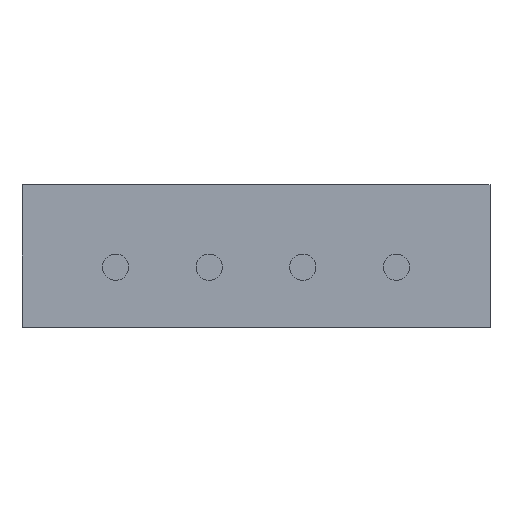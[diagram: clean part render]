
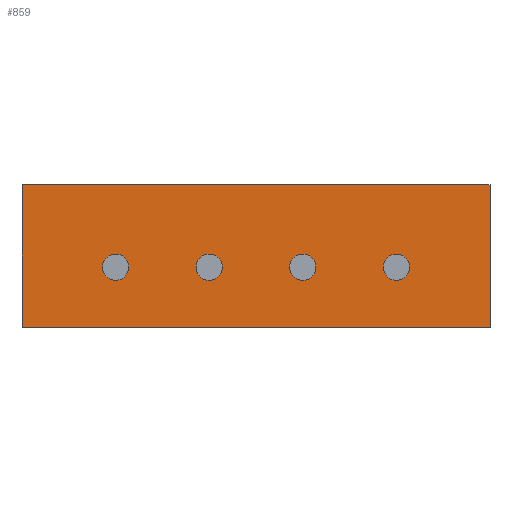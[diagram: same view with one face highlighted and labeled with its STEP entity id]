
A CAD part, front view. The second image highlights one B-rep face of the part: STEP entity #859.
In plain terms, the highlighted planar face has unit normal (0, -1, 0).
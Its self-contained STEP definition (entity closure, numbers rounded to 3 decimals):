
#24 = CARTESIAN_POINT ( 'NONE',  ( 0., 0., 0. ) ) ;
#62 = CARTESIAN_POINT ( 'NONE',  ( 7.5, 0., 1.95 ) ) ;
#214 = LINE ( 'NONE', #232, #215 ) ;
#215 = VECTOR ( 'NONE', #231, 1000. ) ;
#216 = CARTESIAN_POINT ( 'NONE',  ( 0., 0., 3.8 ) ) ;
#231 = DIRECTION ( 'NONE',  ( 0., 0., -1. ) ) ;
#232 = CARTESIAN_POINT ( 'NONE',  ( 0., 0., 3.8 ) ) ;
#365 = CARTESIAN_POINT ( 'NONE',  ( 7.5, 0., 1.25 ) ) ;
#785 = VERTEX_POINT ( 'NONE', #1456 ) ;
#786 = VERTEX_POINT ( 'NONE', #1624 ) ;
#790 = EDGE_CURVE ( 'NONE', #785, #786, #1619, .T. ) ;
#811 = EDGE_CURVE ( 'NONE', #1016, #1014, #1594, .T. ) ;
#859 = ADVANCED_FACE ( 'NONE', ( #1471, #1470, #1469, #1468, #1467 ), #1678, .F. ) ;
#860 = EDGE_LOOP ( 'NONE', ( #861, #862 ) ) ;
#861 = ORIENTED_EDGE ( 'NONE', *, *, #811, .T. ) ;
#862 = ORIENTED_EDGE ( 'NONE', *, *, #863, .T. ) ;
#863 = EDGE_CURVE ( 'NONE', #1014, #1016, #1719, .T. ) ;
#864 = EDGE_LOOP ( 'NONE', ( #865, #866 ) ) ;
#865 = ORIENTED_EDGE ( 'NONE', *, *, #1027, .T. ) ;
#866 = ORIENTED_EDGE ( 'NONE', *, *, #867, .T. ) ;
#867 = EDGE_CURVE ( 'NONE', #1152, #1058, #1685, .T. ) ;
#868 = EDGE_LOOP ( 'NONE', ( #869, #870 ) ) ;
#869 = ORIENTED_EDGE ( 'NONE', *, *, #1023, .T. ) ;
#870 = ORIENTED_EDGE ( 'NONE', *, *, #871, .T. ) ;
#871 = EDGE_CURVE ( 'NONE', #1021, #1024, #1681, .T. ) ;
#872 = EDGE_LOOP ( 'NONE', ( #873, #874 ) ) ;
#873 = ORIENTED_EDGE ( 'NONE', *, *, #790, .T. ) ;
#874 = ORIENTED_EDGE ( 'NONE', *, *, #875, .T. ) ;
#875 = EDGE_CURVE ( 'NONE', #786, #785, #1707, .T. ) ;
#876 = EDGE_LOOP ( 'NONE', ( #877, #879, #880, #882 ) ) ;
#877 = ORIENTED_EDGE ( 'NONE', *, *, #878, .T. ) ;
#878 = EDGE_CURVE ( 'NONE', #1039, #970, #1787, .T. ) ;
#879 = ORIENTED_EDGE ( 'NONE', *, *, #969, .F. ) ;
#880 = ORIENTED_EDGE ( 'NONE', *, *, #881, .F. ) ;
#881 = EDGE_CURVE ( 'NONE', #1092, #967, #1703, .T. ) ;
#882 = ORIENTED_EDGE ( 'NONE', *, *, #1091, .T. ) ;
#967 = VERTEX_POINT ( 'NONE', #1889 ) ;
#969 = EDGE_CURVE ( 'NONE', #967, #970, #1888, .T. ) ;
#970 = VERTEX_POINT ( 'NONE', #1884 ) ;
#1014 = VERTEX_POINT ( 'NONE', #1942 ) ;
#1016 = VERTEX_POINT ( 'NONE', #1941 ) ;
#1021 = VERTEX_POINT ( 'NONE', #1930 ) ;
#1023 = EDGE_CURVE ( 'NONE', #1024, #1021, #1914, .T. ) ;
#1024 = VERTEX_POINT ( 'NONE', #1909 ) ;
#1027 = EDGE_CURVE ( 'NONE', #1058, #1152, #1908, .T. ) ;
#1039 = VERTEX_POINT ( 'NONE', #24 ) ;
#1058 = VERTEX_POINT ( 'NONE', #62 ) ;
#1091 = EDGE_CURVE ( 'NONE', #1092, #1039, #214, .T. ) ;
#1092 = VERTEX_POINT ( 'NONE', #216 ) ;
#1152 = VERTEX_POINT ( 'NONE', #365 ) ;
#1456 = CARTESIAN_POINT ( 'NONE',  ( 2.5, 0., 1.95 ) ) ;
#1467 = FACE_OUTER_BOUND ( 'NONE', #876, .T. ) ;
#1468 = FACE_BOUND ( 'NONE', #872, .T. ) ;
#1469 = FACE_BOUND ( 'NONE', #868, .T. ) ;
#1470 = FACE_BOUND ( 'NONE', #864, .T. ) ;
#1471 = FACE_BOUND ( 'NONE', #860, .T. ) ;
#1590 = DIRECTION ( 'NONE',  ( 0., 0., 1. ) ) ;
#1591 = DIRECTION ( 'NONE',  ( 0., 1., 0. ) ) ;
#1592 = CARTESIAN_POINT ( 'NONE',  ( 10., 0., 1.6 ) ) ;
#1593 = AXIS2_PLACEMENT_3D ( 'NONE', #1592, #1591, #1590 ) ;
#1594 = CIRCLE ( 'NONE', #1593, 0.35 ) ;
#1615 = DIRECTION ( 'NONE',  ( 0., 0., 1. ) ) ;
#1616 = DIRECTION ( 'NONE',  ( 0., 1., 0. ) ) ;
#1617 = CARTESIAN_POINT ( 'NONE',  ( 2.5, 0., 1.6 ) ) ;
#1618 = AXIS2_PLACEMENT_3D ( 'NONE', #1617, #1616, #1615 ) ;
#1619 = CIRCLE ( 'NONE', #1618, 0.35 ) ;
#1624 = CARTESIAN_POINT ( 'NONE',  ( 2.5, 0., 1.25 ) ) ;
#1678 = PLANE ( 'NONE',  #1711 ) ;
#1679 = CARTESIAN_POINT ( 'NONE',  ( 5., 0., 1.6 ) ) ;
#1680 = AXIS2_PLACEMENT_3D ( 'NONE', #1679, #1709, #1708 ) ;
#1681 = CIRCLE ( 'NONE', #1680, 0.35 ) ;
#1682 = DIRECTION ( 'NONE',  ( 0., 0., 1. ) ) ;
#1683 = DIRECTION ( 'NONE',  ( 0., 1., 0. ) ) ;
#1684 = AXIS2_PLACEMENT_3D ( 'NONE', #1720, #1683, #1682 ) ;
#1685 = CIRCLE ( 'NONE', #1684, 0.35 ) ;
#1686 = DIRECTION ( 'NONE',  ( 0., 0., 1. ) ) ;
#1687 = DIRECTION ( 'NONE',  ( 0., 1., 0. ) ) ;
#1688 = AXIS2_PLACEMENT_3D ( 'NONE', #1718, #1687, #1686 ) ;
#1700 = DIRECTION ( 'NONE',  ( 1., 0., 0. ) ) ;
#1701 = VECTOR ( 'NONE', #1700, 1000. ) ;
#1702 = CARTESIAN_POINT ( 'NONE',  ( 0., 0., 3.8 ) ) ;
#1703 = LINE ( 'NONE', #1702, #1701 ) ;
#1705 = CARTESIAN_POINT ( 'NONE',  ( 2.5, 0., 1.6 ) ) ;
#1706 = AXIS2_PLACEMENT_3D ( 'NONE', #1705, #1789, #1788 ) ;
#1707 = CIRCLE ( 'NONE', #1706, 0.35 ) ;
#1708 = DIRECTION ( 'NONE',  ( 0., 0., 1. ) ) ;
#1709 = DIRECTION ( 'NONE',  ( 0., 1., 0. ) ) ;
#1710 = CARTESIAN_POINT ( 'NONE',  ( 0., 0., 3.8 ) ) ;
#1711 = AXIS2_PLACEMENT_3D ( 'NONE', #1710, #1722, #1721 ) ;
#1718 = CARTESIAN_POINT ( 'NONE',  ( 10., 0., 1.6 ) ) ;
#1719 = CIRCLE ( 'NONE', #1688, 0.35 ) ;
#1720 = CARTESIAN_POINT ( 'NONE',  ( 7.5, 0., 1.6 ) ) ;
#1721 = DIRECTION ( 'NONE',  ( 0., 0., 1. ) ) ;
#1722 = DIRECTION ( 'NONE',  ( 0., 1., 0. ) ) ;
#1784 = DIRECTION ( 'NONE',  ( 1., 0., 0. ) ) ;
#1785 = VECTOR ( 'NONE', #1784, 1000. ) ;
#1786 = CARTESIAN_POINT ( 'NONE',  ( 0., 0., 0. ) ) ;
#1787 = LINE ( 'NONE', #1786, #1785 ) ;
#1788 = DIRECTION ( 'NONE',  ( 0., 0., 1. ) ) ;
#1789 = DIRECTION ( 'NONE',  ( 0., 1., 0. ) ) ;
#1884 = CARTESIAN_POINT ( 'NONE',  ( 12.5, 0., 0. ) ) ;
#1885 = DIRECTION ( 'NONE',  ( 0., 0., -1. ) ) ;
#1886 = VECTOR ( 'NONE', #1885, 1000. ) ;
#1887 = CARTESIAN_POINT ( 'NONE',  ( 12.5, 0., 3.8 ) ) ;
#1888 = LINE ( 'NONE', #1887, #1886 ) ;
#1889 = CARTESIAN_POINT ( 'NONE',  ( 12.5, 0., 3.8 ) ) ;
#1904 = DIRECTION ( 'NONE',  ( 0., 0., 1. ) ) ;
#1905 = DIRECTION ( 'NONE',  ( 0., 1., 0. ) ) ;
#1906 = CARTESIAN_POINT ( 'NONE',  ( 7.5, 0., 1.6 ) ) ;
#1907 = AXIS2_PLACEMENT_3D ( 'NONE', #1906, #1905, #1904 ) ;
#1908 = CIRCLE ( 'NONE', #1907, 0.35 ) ;
#1909 = CARTESIAN_POINT ( 'NONE',  ( 5., 0., 1.95 ) ) ;
#1910 = DIRECTION ( 'NONE',  ( 0., 0., 1. ) ) ;
#1911 = DIRECTION ( 'NONE',  ( 0., 1., 0. ) ) ;
#1912 = CARTESIAN_POINT ( 'NONE',  ( 5., 0., 1.6 ) ) ;
#1913 = AXIS2_PLACEMENT_3D ( 'NONE', #1912, #1911, #1910 ) ;
#1914 = CIRCLE ( 'NONE', #1913, 0.35 ) ;
#1930 = CARTESIAN_POINT ( 'NONE',  ( 5., 0., 1.25 ) ) ;
#1941 = CARTESIAN_POINT ( 'NONE',  ( 10., 0., 1.95 ) ) ;
#1942 = CARTESIAN_POINT ( 'NONE',  ( 10., 0., 1.25 ) ) ;
